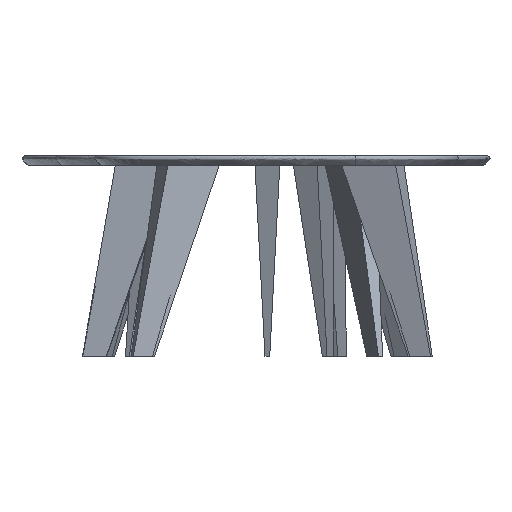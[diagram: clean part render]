
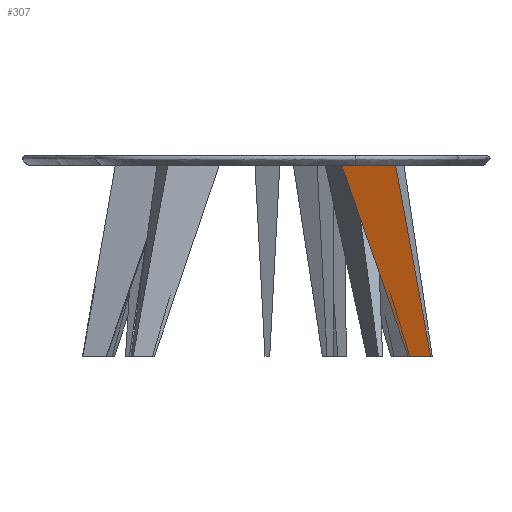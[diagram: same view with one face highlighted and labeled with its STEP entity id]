
A CAD part, left-side view. The second image highlights one B-rep face of the part: STEP entity #307.
In plain terms, the highlighted free-form (B-spline) face has degree [1, 1] with [2, 2] control points.
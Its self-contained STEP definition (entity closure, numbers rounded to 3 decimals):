
#183=B_SPLINE_CURVE_WITH_KNOTS($,1,(#9895,#9896),.UNSPECIFIED.,.F.,.F.,(2,
2),(0.,406.704),.UNSPECIFIED.);
#185=B_SPLINE_CURVE_WITH_KNOTS($,1,(#9899,#9900),.UNSPECIFIED.,.F.,.F.,(2,
2),(0.,120.),.UNSPECIFIED.);
#186=B_SPLINE_CURVE_WITH_KNOTS($,1,(#9901,#9902),.UNSPECIFIED.,.F.,.F.,(2,
2),(-120.,0.),.UNSPECIFIED.);
#187=B_SPLINE_CURVE_WITH_KNOTS($,1,(#9903,#9904),.UNSPECIFIED.,.F.,.F.,(2,
2),(-424.488,0.),.UNSPECIFIED.);
#307=ADVANCED_FACE($,(#419),#1549,.T.);
#419=FACE_OUTER_BOUND($,#531,.T.);
#531=EDGE_LOOP($,(#989,#990,#991,#992));
#989=ORIENTED_EDGE($,*,*,#1263,.F.);
#990=ORIENTED_EDGE($,*,*,#1262,.F.);
#991=ORIENTED_EDGE($,*,*,#1259,.F.);
#992=ORIENTED_EDGE($,*,*,#1261,.F.);
#1259=EDGE_CURVE($,#1437,#1436,#183,.T.);
#1261=EDGE_CURVE($,#1438,#1437,#185,.T.);
#1262=EDGE_CURVE($,#1436,#1439,#186,.T.);
#1263=EDGE_CURVE($,#1439,#1438,#187,.T.);
#1436=VERTEX_POINT($,#9941);
#1437=VERTEX_POINT($,#9942);
#1438=VERTEX_POINT($,#9943);
#1439=VERTEX_POINT($,#9944);
#1549=B_SPLINE_SURFACE_WITH_KNOTS($,1,1,((#9919,#9920),(#9921,#9922)),.UNSPECIFIED.,
.F.,.F.,.F.,(2,2),(2,2),(0.,424.488),(0.,120.),.UNSPECIFIED.);
#9895=CARTESIAN_POINT($,(54843.917,-40219.694,300.));
#9896=CARTESIAN_POINT($,(54839.679,-40293.162,-99.991));
#9899=CARTESIAN_POINT($,(54884.727,-40106.846,300.));
#9900=CARTESIAN_POINT($,(54843.917,-40219.694,300.));
#9901=CARTESIAN_POINT($,(54839.679,-40293.162,-99.991));
#9902=CARTESIAN_POINT($,(54856.683,-40246.143,-100.));
#9903=CARTESIAN_POINT($,(54856.683,-40246.143,-100.));
#9904=CARTESIAN_POINT($,(54884.727,-40106.846,300.));
#9919=CARTESIAN_POINT($,(54884.727,-40106.846,300.));
#9920=CARTESIAN_POINT($,(54843.917,-40219.694,300.));
#9921=CARTESIAN_POINT($,(54856.683,-40246.143,-100.));
#9922=CARTESIAN_POINT($,(54839.679,-40293.162,-99.991));
#9941=CARTESIAN_POINT($,(54839.679,-40293.162,-99.991));
#9942=CARTESIAN_POINT($,(54843.917,-40219.694,300.));
#9943=CARTESIAN_POINT($,(54884.727,-40106.846,300.));
#9944=CARTESIAN_POINT($,(54856.683,-40246.143,-100.));
